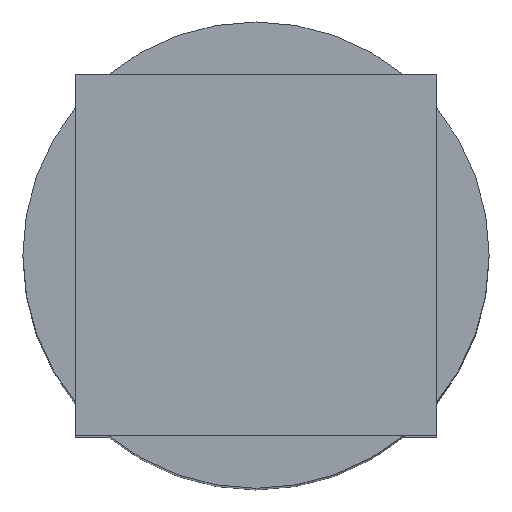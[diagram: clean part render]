
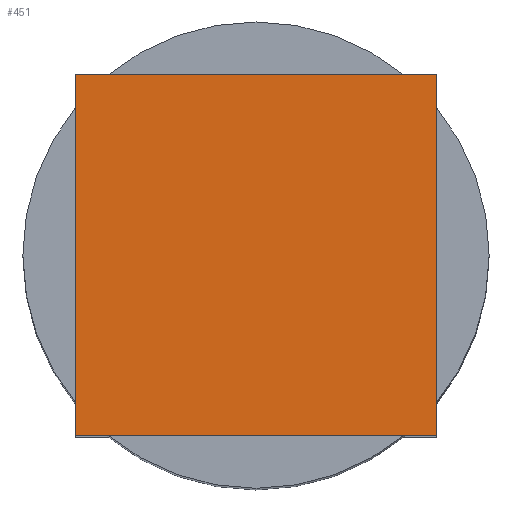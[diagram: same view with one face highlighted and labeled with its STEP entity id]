
A CAD part, top view. The second image highlights one B-rep face of the part: STEP entity #451.
In plain terms, the highlighted planar face has unit normal (0, 0, 1).
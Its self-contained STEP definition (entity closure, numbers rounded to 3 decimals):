
#26=FACE_OUTER_BOUND('',#57,.T.);
#57=EDGE_LOOP('',(#323,#324,#325,#326));
#90=LINE('',#727,#132);
#93=LINE('',#732,#135);
#96=LINE('',#737,#138);
#99=LINE('',#741,#141);
#132=VECTOR('',#573,10.);
#135=VECTOR('',#578,10.);
#138=VECTOR('',#583,10.);
#141=VECTOR('',#588,10.);
#198=VERTEX_POINT('',#724);
#199=VERTEX_POINT('',#726);
#200=VERTEX_POINT('',#731);
#201=VERTEX_POINT('',#736);
#237=EDGE_CURVE('',#199,#198,#90,.T.);
#240=EDGE_CURVE('',#200,#199,#93,.T.);
#243=EDGE_CURVE('',#201,#200,#96,.T.);
#246=EDGE_CURVE('',#198,#201,#99,.T.);
#323=ORIENTED_EDGE('',*,*,#246,.T.);
#324=ORIENTED_EDGE('',*,*,#243,.T.);
#325=ORIENTED_EDGE('',*,*,#240,.T.);
#326=ORIENTED_EDGE('',*,*,#237,.T.);
#423=PLANE('',#502);
#451=ADVANCED_FACE('',(#26),#423,.T.);
#502=AXIS2_PLACEMENT_3D('',#742,#589,#590);
#573=DIRECTION('',(1.,0.,0.));
#578=DIRECTION('',(0.,-1.,0.));
#583=DIRECTION('',(-1.,0.,0.));
#588=DIRECTION('',(0.,1.,0.));
#589=DIRECTION('center_axis',(0.,0.,1.));
#590=DIRECTION('ref_axis',(1.,0.,0.));
#724=CARTESIAN_POINT('',(18.562,-18.562,105.));
#726=CARTESIAN_POINT('',(-18.561,-18.562,105.));
#727=CARTESIAN_POINT('',(-18.561,-18.562,105.));
#731=CARTESIAN_POINT('',(-18.561,18.562,105.));
#732=CARTESIAN_POINT('',(-18.561,18.562,105.));
#736=CARTESIAN_POINT('',(18.562,18.562,105.));
#737=CARTESIAN_POINT('',(18.562,18.562,105.));
#741=CARTESIAN_POINT('',(18.562,-18.562,105.));
#742=CARTESIAN_POINT('Origin',(0.,0.,
105.));
